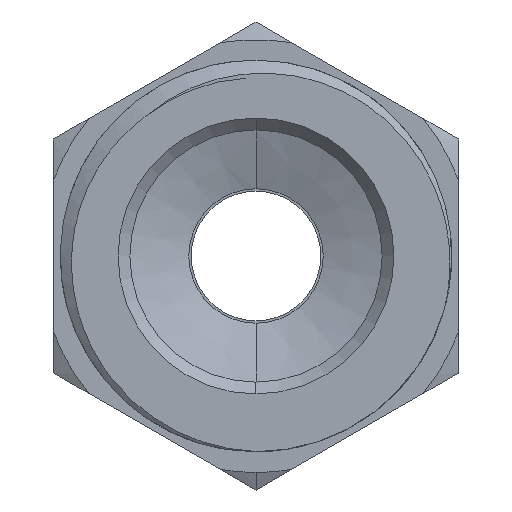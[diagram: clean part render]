
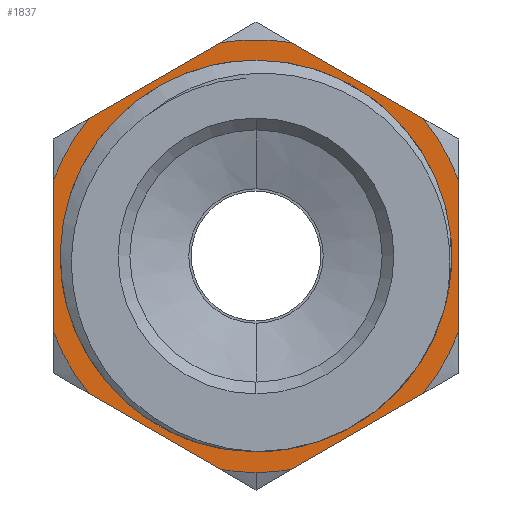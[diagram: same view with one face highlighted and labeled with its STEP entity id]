
A CAD part, left-side view. The second image highlights one B-rep face of the part: STEP entity #1837.
In plain terms, the highlighted planar face has unit normal (-1, 0, 0).
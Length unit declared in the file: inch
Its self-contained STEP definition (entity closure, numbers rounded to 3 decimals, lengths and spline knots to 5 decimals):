
#2 = EDGE_CURVE ( 'NONE', #862, #2622, #1495, .T. ) ;
#4 = CARTESIAN_POINT ( 'NONE',  ( -0.142, 0.34375, 0.19846 ) ) ;
#55 = EDGE_CURVE ( 'NONE', #3993, #3956, #1450, .T. ) ;
#174 = LINE ( 'NONE', #582, #2456 ) ;
#191 = CIRCLE ( 'NONE', #1862, 0.36693 ) ;
#240 = CIRCLE ( 'NONE', #1353, 0.36693 ) ;
#276 = CIRCLE ( 'NONE', #3320, 0.36693 ) ;
#284 = CIRCLE ( 'NONE', #5380, 0.36693 ) ;
#356 = DIRECTION ( 'NONE',  ( -1., 0., 0. ) ) ;
#388 = CIRCLE ( 'NONE', #2995, 0.36693 ) ;
#582 = CARTESIAN_POINT ( 'NONE',  ( -0.142, 0., -0.39693 ) ) ;
#654 = CARTESIAN_POINT ( 'NONE',  ( -0.142, 0., -0.36693 ) ) ;
#663 = LINE ( 'NONE', #4, #3881 ) ;
#754 = CARTESIAN_POINT ( 'NONE',  ( -0.142, 0., 0. ) ) ;
#762 = EDGE_CURVE ( 'NONE', #2622, #2680, #1182, .T. ) ;
#784 = FACE_BOUND ( 'NONE', #1808, .T. ) ;
#805 = FACE_OUTER_BOUND ( 'NONE', #1770, .T. ) ;
#862 = VERTEX_POINT ( 'NONE', #5265 ) ;
#967 = EDGE_CURVE ( 'NONE', #1602, #2169, #1145, .T. ) ;
#1043 = CIRCLE ( 'NONE', #4913, 0.36693 ) ;
#1067 = DIRECTION ( 'NONE',  ( 0., -0.866, -0.5 ) ) ;
#1145 = CIRCLE ( 'NONE', #4672, 0.332 ) ;
#1164 = EDGE_CURVE ( 'NONE', #2680, #4021, #1043, .T. ) ;
#1182 = CIRCLE ( 'NONE', #2565, 0.36693 ) ;
#1204 = DIRECTION ( 'NONE',  ( 0., 0., -1. ) ) ;
#1258 = DIRECTION ( 'NONE',  ( 1., 0., 0. ) ) ;
#1353 = AXIS2_PLACEMENT_3D ( 'NONE', #4873, #2202, #5331 ) ;
#1450 = LINE ( 'NONE', #3717, #1459 ) ;
#1459 = VECTOR ( 'NONE', #1930, 39.37008 ) ;
#1483 = VECTOR ( 'NONE', #4592, 39.37008 ) ;
#1495 = LINE ( 'NONE', #3257, #1483 ) ;
#1503 = CARTESIAN_POINT ( 'NONE',  ( -0.142, 0., 0.39693 ) ) ;
#1537 = CARTESIAN_POINT ( 'NONE',  ( -0.142, 0., 0. ) ) ;
#1546 = ORIENTED_EDGE ( 'NONE', *, *, #2902, .F. ) ;
#1593 = VECTOR ( 'NONE', #1815, 39.37008 ) ;
#1602 = VERTEX_POINT ( 'NONE', #3413 ) ;
#1770 = EDGE_LOOP ( 'NONE', ( #2123, #4628, #4103, #2411, #4292, #3750, #4361, #1546, #4957, #2964, #1830, #5146, #3250 ) ) ;
#1808 = EDGE_LOOP ( 'NONE', ( #2101, #4606, #4110 ) ) ;
#1811 = CARTESIAN_POINT ( 'NONE',  ( -0.142, 0., 0. ) ) ;
#1815 = DIRECTION ( 'NONE',  ( 0., 0., -1. ) ) ;
#1830 = ORIENTED_EDGE ( 'NONE', *, *, #5166, .F. ) ;
#1837 = ADVANCED_FACE ( 'NONE', ( #805, #784 ), #3292, .F. ) ;
#1862 = AXIS2_PLACEMENT_3D ( 'NONE', #1537, #4693, #2001 ) ;
#1905 = DIRECTION ( 'NONE',  ( 1., 0., 0. ) ) ;
#1930 = DIRECTION ( 'NONE',  ( 0., 0., 1. ) ) ;
#1971 = DIRECTION ( 'NONE',  ( 0., -0.866, 0.5 ) ) ;
#2001 = DIRECTION ( 'NONE',  ( 0., 0., -1. ) ) ;
#2084 = CARTESIAN_POINT ( 'NONE',  ( -0.142, 0., 0. ) ) ;
#2101 = ORIENTED_EDGE ( 'NONE', *, *, #3925, .F. ) ;
#2111 = CARTESIAN_POINT ( 'NONE',  ( -0.142, 0.06073, 0.36187 ) ) ;
#2123 = ORIENTED_EDGE ( 'NONE', *, *, #2, .F. ) ;
#2169 = VERTEX_POINT ( 'NONE', #5168 ) ;
#2191 = DIRECTION ( 'NONE',  ( -1., 0., 0. ) ) ;
#2192 = VERTEX_POINT ( 'NONE', #4368 ) ;
#2202 = DIRECTION ( 'NONE',  ( 1., 0., 0. ) ) ;
#2209 = CARTESIAN_POINT ( 'NONE',  ( -0.142, 0.28302, 0.23352 ) ) ;
#2274 = DIRECTION ( 'NONE',  ( 0., 0., -1. ) ) ;
#2378 = DIRECTION ( 'NONE',  ( 0., 0., -1. ) ) ;
#2388 = VECTOR ( 'NONE', #1067, 39.37008 ) ;
#2411 = ORIENTED_EDGE ( 'NONE', *, *, #3139, .F. ) ;
#2432 = CARTESIAN_POINT ( 'NONE',  ( -0.142, -0.28302, 0.23352 ) ) ;
#2456 = VECTOR ( 'NONE', #3312, 39.37008 ) ;
#2522 = LINE ( 'NONE', #1503, #2388 ) ;
#2547 = DIRECTION ( 'NONE',  ( 0., 0., -1. ) ) ;
#2554 = CARTESIAN_POINT ( 'NONE',  ( -0.142, 0., 0. ) ) ;
#2565 = AXIS2_PLACEMENT_3D ( 'NONE', #754, #3952, #1204 ) ;
#2622 = VERTEX_POINT ( 'NONE', #3893 ) ;
#2660 = CARTESIAN_POINT ( 'NONE',  ( -0.142, 0.28302, -0.23352 ) ) ;
#2680 = VERTEX_POINT ( 'NONE', #654 ) ;
#2711 = EDGE_CURVE ( 'NONE', #3879, #3808, #388, .T. ) ;
#2793 = EDGE_CURVE ( 'NONE', #4002, #3993, #276, .T. ) ;
#2813 = LINE ( 'NONE', #4518, #1593 ) ;
#2902 = EDGE_CURVE ( 'NONE', #3956, #3947, #284, .T. ) ;
#2927 = CIRCLE ( 'NONE', #3587, 0.332 ) ;
#2964 = ORIENTED_EDGE ( 'NONE', *, *, #2793, .F. ) ;
#2995 = AXIS2_PLACEMENT_3D ( 'NONE', #2554, #5630, #3005 ) ;
#3005 = DIRECTION ( 'NONE',  ( 0., 0., -1. ) ) ;
#3094 = CARTESIAN_POINT ( 'NONE',  ( -0.142, 0., 0. ) ) ;
#3139 = EDGE_CURVE ( 'NONE', #3756, #3844, #240, .T. ) ;
#3242 = AXIS2_PLACEMENT_3D ( 'NONE', #4621, #5045, #2378 ) ;
#3250 = ORIENTED_EDGE ( 'NONE', *, *, #762, .F. ) ;
#3257 = CARTESIAN_POINT ( 'NONE',  ( -0.142, -0.34375, -0.19846 ) ) ;
#3292 = PLANE ( 'NONE',  #3242 ) ;
#3312 = DIRECTION ( 'NONE',  ( 0., 0.866, 0.5 ) ) ;
#3320 = AXIS2_PLACEMENT_3D ( 'NONE', #2084, #5212, #2547 ) ;
#3368 = EDGE_CURVE ( 'NONE', #3826, #862, #191, .T. ) ;
#3413 = CARTESIAN_POINT ( 'NONE',  ( -0.142, -0.20497, -0.26117 ) ) ;
#3570 = DIRECTION ( 'NONE',  ( 0., 0., -1. ) ) ;
#3587 = AXIS2_PLACEMENT_3D ( 'NONE', #4863, #2191, #5318 ) ;
#3717 = CARTESIAN_POINT ( 'NONE',  ( -0.142, 0.34375, -0.19846 ) ) ;
#3750 = ORIENTED_EDGE ( 'NONE', *, *, #2711, .F. ) ;
#3756 = VERTEX_POINT ( 'NONE', #2432 ) ;
#3808 = VERTEX_POINT ( 'NONE', #5098 ) ;
#3826 = VERTEX_POINT ( 'NONE', #4265 ) ;
#3844 = VERTEX_POINT ( 'NONE', #4702 ) ;
#3879 = VERTEX_POINT ( 'NONE', #2111 ) ;
#3881 = VECTOR ( 'NONE', #1971, 39.37008 ) ;
#3893 = CARTESIAN_POINT ( 'NONE',  ( -0.142, -0.06073, -0.36187 ) ) ;
#3925 = EDGE_CURVE ( 'NONE', #2192, #1602, #2927, .T. ) ;
#3947 = VERTEX_POINT ( 'NONE', #2209 ) ;
#3952 = DIRECTION ( 'NONE',  ( 1., 0., 0. ) ) ;
#3956 = VERTEX_POINT ( 'NONE', #5339 ) ;
#3993 = VERTEX_POINT ( 'NONE', #4445 ) ;
#4002 = VERTEX_POINT ( 'NONE', #2660 ) ;
#4003 = CARTESIAN_POINT ( 'NONE',  ( -0.142, 0., 0. ) ) ;
#4021 = VERTEX_POINT ( 'NONE', #4049 ) ;
#4049 = CARTESIAN_POINT ( 'NONE',  ( -0.142, 0.06073, -0.36187 ) ) ;
#4091 = EDGE_CURVE ( 'NONE', #2169, #2192, #4359, .T. ) ;
#4103 = ORIENTED_EDGE ( 'NONE', *, *, #5588, .F. ) ;
#4110 = ORIENTED_EDGE ( 'NONE', *, *, #967, .F. ) ;
#4265 = CARTESIAN_POINT ( 'NONE',  ( -0.142, -0.34375, -0.12834 ) ) ;
#4292 = ORIENTED_EDGE ( 'NONE', *, *, #5747, .F. ) ;
#4359 = CIRCLE ( 'NONE', #5606, 0.332 ) ;
#4361 = ORIENTED_EDGE ( 'NONE', *, *, #5651, .F. ) ;
#4368 = CARTESIAN_POINT ( 'NONE',  ( -0.142, 0., -0.332 ) ) ;
#4441 = DIRECTION ( 'NONE',  ( 0., 0., -1. ) ) ;
#4445 = CARTESIAN_POINT ( 'NONE',  ( -0.142, 0.34375, -0.12834 ) ) ;
#4518 = CARTESIAN_POINT ( 'NONE',  ( -0.142, -0.34375, 0.19846 ) ) ;
#4592 = DIRECTION ( 'NONE',  ( 0., 0.866, -0.5 ) ) ;
#4606 = ORIENTED_EDGE ( 'NONE', *, *, #4091, .F. ) ;
#4610 = CARTESIAN_POINT ( 'NONE',  ( -0.142, 0., 0. ) ) ;
#4621 = CARTESIAN_POINT ( 'NONE',  ( -0.142, 0., 0.39693 ) ) ;
#4628 = ORIENTED_EDGE ( 'NONE', *, *, #3368, .F. ) ;
#4672 = AXIS2_PLACEMENT_3D ( 'NONE', #3094, #356, #3570 ) ;
#4693 = DIRECTION ( 'NONE',  ( 1., 0., 0. ) ) ;
#4702 = CARTESIAN_POINT ( 'NONE',  ( -0.142, -0.34375, 0.12834 ) ) ;
#4863 = CARTESIAN_POINT ( 'NONE',  ( -0.142, 0., 0. ) ) ;
#4873 = CARTESIAN_POINT ( 'NONE',  ( -0.142, 0., 0. ) ) ;
#4913 = AXIS2_PLACEMENT_3D ( 'NONE', #4610, #1905, #5027 ) ;
#4929 = DIRECTION ( 'NONE',  ( -1., 0., 0. ) ) ;
#4957 = ORIENTED_EDGE ( 'NONE', *, *, #55, .F. ) ;
#5027 = DIRECTION ( 'NONE',  ( 0., 0., -1. ) ) ;
#5045 = DIRECTION ( 'NONE',  ( 1., 0., 0. ) ) ;
#5098 = CARTESIAN_POINT ( 'NONE',  ( -0.142, -0.06073, 0.36187 ) ) ;
#5146 = ORIENTED_EDGE ( 'NONE', *, *, #1164, .F. ) ;
#5166 = EDGE_CURVE ( 'NONE', #4021, #4002, #174, .T. ) ;
#5168 = CARTESIAN_POINT ( 'NONE',  ( -0.142, 0., 0.332 ) ) ;
#5212 = DIRECTION ( 'NONE',  ( 1., 0., 0. ) ) ;
#5265 = CARTESIAN_POINT ( 'NONE',  ( -0.142, -0.28302, -0.23352 ) ) ;
#5318 = DIRECTION ( 'NONE',  ( 0., 0., -1. ) ) ;
#5331 = DIRECTION ( 'NONE',  ( 0., 0., -1. ) ) ;
#5339 = CARTESIAN_POINT ( 'NONE',  ( -0.142, 0.34375, 0.12834 ) ) ;
#5380 = AXIS2_PLACEMENT_3D ( 'NONE', #4003, #1258, #4441 ) ;
#5588 = EDGE_CURVE ( 'NONE', #3844, #3826, #2813, .T. ) ;
#5606 = AXIS2_PLACEMENT_3D ( 'NONE', #1811, #4929, #2274 ) ;
#5630 = DIRECTION ( 'NONE',  ( 1., 0., 0. ) ) ;
#5651 = EDGE_CURVE ( 'NONE', #3947, #3879, #663, .T. ) ;
#5747 = EDGE_CURVE ( 'NONE', #3808, #3756, #2522, .T. ) ;
